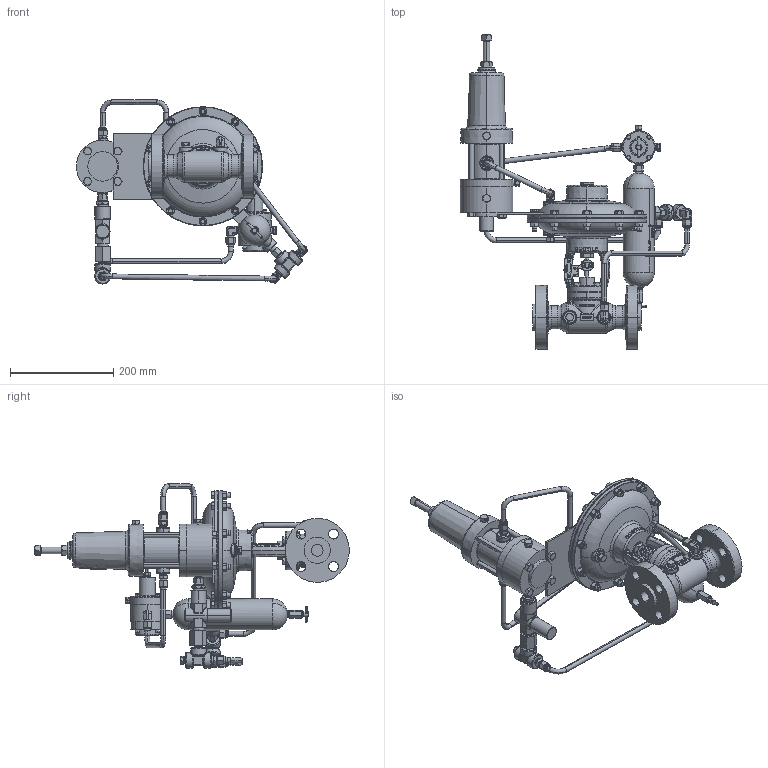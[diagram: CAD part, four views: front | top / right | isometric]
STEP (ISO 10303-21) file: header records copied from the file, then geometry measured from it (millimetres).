
FILE_DESCRIPTION (( 'STEP AP203' ), '1' );
FILE_NAME ('1 INCH HPCV 600RF (75-150 HPPR).STEP', '2017-02-13T14:37:11', ( 'PCTech' ), ( 'Microsoft' ), 'SwSTEP 2.0', 'SolidWorks 2016', '' );
FILE_SCHEMA (( 'CONFIG_CONTROL_DESIGN' ));
Length unit declared in the file: inch
Products named in the file (1): 1 INCH HPCV 600RF (75-150 HPPR)
Bounding box: 446.91 x 608.21 x 355.86 mm (x, y, z)
Volume: 5983500.6 mm3; surface area: 578987.6 mm2
Topology: 1 solids, 1 shells, 4688 faces, 11718 edges, 7276 vertices
Faces by surface type: plane 1786, bspline 1113, cone 768, cylinder 726, torus 226, sphere 69
Entity records: 225208 total; most frequent: CARTESIAN_POINT 123351, ORIENTED_EDGE 23306, DIRECTION 18055, EDGE_CURVE 11653, VERTEX_POINT 7276, AXIS2_PLACEMENT_3D 6938, EDGE_LOOP 5067, ADVANCED_FACE 4688
